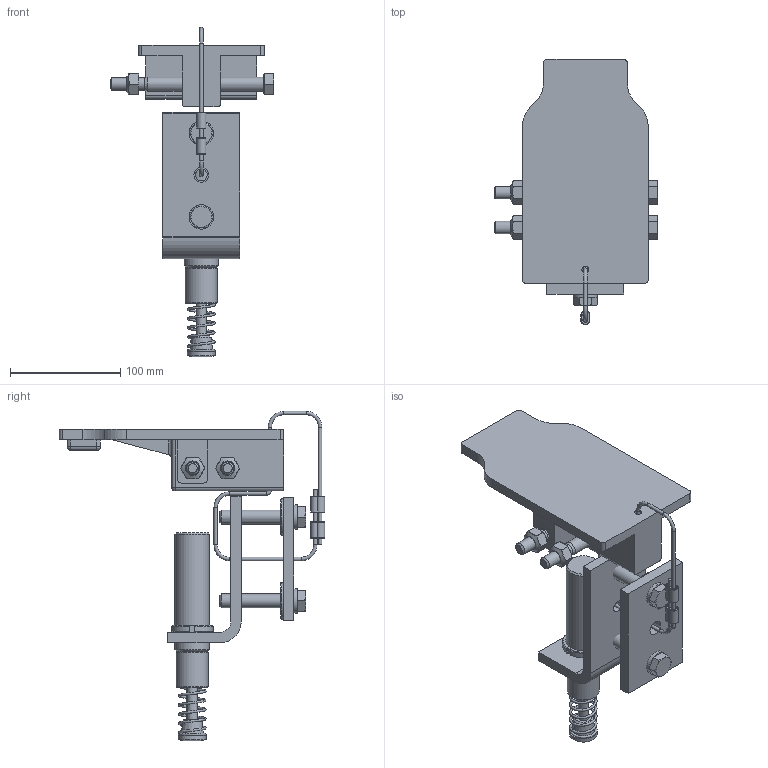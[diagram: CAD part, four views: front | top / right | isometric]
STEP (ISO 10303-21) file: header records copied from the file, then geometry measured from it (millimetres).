
FILE_DESCRIPTION((''),'2;1');
FILE_NAME('25135 ETA-8 END STOP SHOCK ABSORBER.stp','2011-03-08T08:35:59',('jholman'),(''),'Autodesk Inventor 2009','Autodesk Inventor 2009','');
FILE_SCHEMA(('AUTOMOTIVE_DESIGN { 1 0 10303 214 1 1 1 1 }'));
Length unit declared in the file: inch
Products named in the file (18): 25135; 3D11GBF4C; 3D111IE4C; 3D11ZHE4C; 3D110IE4B; 3D11HIB4B; Prevailing Torque Type Hex Nut - UNC (Regular Thread - Inch)  (IFI) 1/2 - 13 Metal Type; 3D111LF4C; 3D11VKF4B; 3D11ZKF4C; MAGNUM 3350 SPRING1; MAx_MCx_MLx_33501; 250-00381; 3D11WKF4B; Hex Cap Screw - Inch 1/2-13 UNC - 2.75; Helical Spring Lock Washers 0.5; 3D11BLF4C; 3D11KKB4A
Assembly tree (22 placements, depth 4):
  25135
    3D11GBF4C
      3D111IE4C
        3D11ZHE4C
        3D110IE4B
      3D11HIB4B  x2
      Prevailing Torque Type Hex Nut - UNC (Regular Thread - Inch)  (IFI) 1/2 - 13 Metal Type  x2
    3D111LF4C
      3D11VKF4B
      3D11ZKF4C
        MAGNUM 3350 SPRING1
        MAx_MCx_MLx_33501
        250-00381
      3D11WKF4B
      Hex Cap Screw - Inch 1/2-13 UNC - 2.75  x2
      Helical Spring Lock Washers 0.5  x2
    3D11BLF4C
    3D11KKB4A  x2
Bounding box: 148.95 x 241.1 x 299.26 mm (x, y, z)
Volume: 793019.1 mm3; surface area: 198118.7 mm2
Topology: 18 solids, 18 shells, 525 faces, 1195 edges, 699 vertices
Faces by surface type: plane 146, bspline 130, cylinder 100, torus 59, cone 56, sphere 34
Full cylindrical faces by diameter (mm): 3.175 x7, 7.937 x1, 9.144 x1, 9.519 x1, 11.43 x2, 12.7 x4, 13.494 x1, 16.669 x2, 17.145 x2, 17.598 x2, 19.05 x1, 20.574 x1, 25.4 x1, 25.781 x1, 29.21 x1, 29.459 x1, 31.356 x1, 33.338 x2
Entity records: 15091 total; most frequent: CARTESIAN_POINT 6866, DIRECTION 1667, ORIENTED_EDGE 1460, EDGE_CURVE 730, AXIS2_PLACEMENT_3D 709, VERTEX_POINT 482, EDGE_LOOP 478, CIRCLE 370
